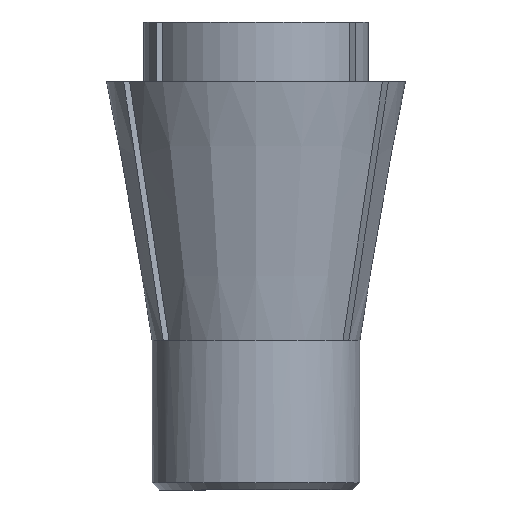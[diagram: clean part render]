
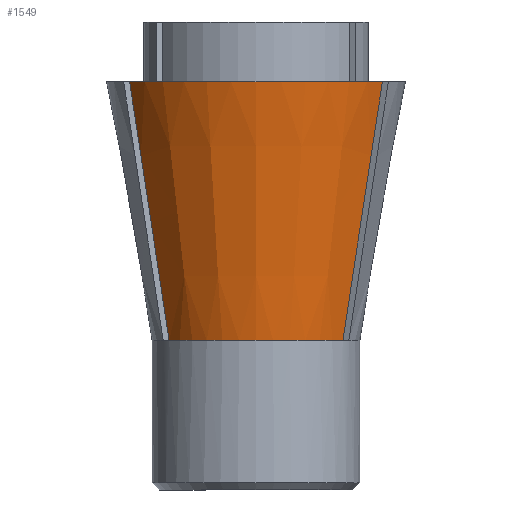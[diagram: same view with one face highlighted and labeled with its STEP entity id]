
A CAD part, left-side view. The second image highlights one B-rep face of the part: STEP entity #1549.
In plain terms, the highlighted conical face has half-angle 10 degrees and reference radius 6.95 mm.
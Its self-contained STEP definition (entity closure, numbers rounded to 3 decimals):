
#551 = VERTEX_POINT('',#552);
#552 = CARTESIAN_POINT('',(-3.816,5.809,10.));
#608 = EDGE_CURVE('',#609,#551,#611,.T.);
#609 = VERTEX_POINT('',#610);
#610 = CARTESIAN_POINT('',(-5.343,8.454,27.3));
#611 = HYPERBOLA('',#612,2.269,0.4);
#612 = AXIS2_PLACEMENT_3D('',#613,#614,#615);
#613 = CARTESIAN_POINT('',(-0.346,-0.2,-29.415));
#614 = DIRECTION('',(0.866,0.5,0.));
#615 = DIRECTION('',(0.,0.,1.));
#667 = VERTEX_POINT('',#668);
#668 = CARTESIAN_POINT('',(-3.816,-5.809,10.));
#674 = EDGE_CURVE('',#675,#667,#677,.T.);
#675 = VERTEX_POINT('',#676);
#676 = CARTESIAN_POINT('',(-5.343,-8.454,27.3));
#677 = HYPERBOLA('',#678,2.269,0.4);
#678 = AXIS2_PLACEMENT_3D('',#679,#680,#681);
#679 = CARTESIAN_POINT('',(-0.346,0.2,-29.415));
#680 = DIRECTION('',(-0.866,0.5,0.));
#681 = DIRECTION('',(0.,0.,1.));
#898 = EDGE_CURVE('',#667,#551,#899,.T.);
#899 = CIRCLE('',#900,6.95);
#900 = AXIS2_PLACEMENT_3D('',#901,#902,#903);
#901 = CARTESIAN_POINT('',(0.,0.,10.));
#902 = DIRECTION('',(0.,0.,-1.));
#903 = DIRECTION('',(1.,0.,0.));
#1528 = EDGE_CURVE('',#675,#609,#1529,.T.);
#1529 = CIRCLE('',#1530,10.);
#1530 = AXIS2_PLACEMENT_3D('',#1531,#1532,#1533);
#1531 = CARTESIAN_POINT('',(0.,0.,27.3));
#1532 = DIRECTION('',(0.,0.,-1.));
#1533 = DIRECTION('',(1.,0.,0.));
#1549 = ADVANCED_FACE('',(#1550),#1556,.T.);
#1550 = FACE_BOUND('',#1551,.F.);
#1551 = EDGE_LOOP('',(#1552,#1553,#1554,#1555));
#1552 = ORIENTED_EDGE('',*,*,#1528,.F.);
#1553 = ORIENTED_EDGE('',*,*,#674,.T.);
#1554 = ORIENTED_EDGE('',*,*,#898,.T.);
#1555 = ORIENTED_EDGE('',*,*,#608,.F.);
#1556 = CONICAL_SURFACE('',#1557,6.95,0.175);
#1557 = AXIS2_PLACEMENT_3D('',#1558,#1559,#1560);
#1558 = CARTESIAN_POINT('',(0.,0.,10.));
#1559 = DIRECTION('',(0.,0.,1.));
#1560 = DIRECTION('',(1.,0.,0.));
